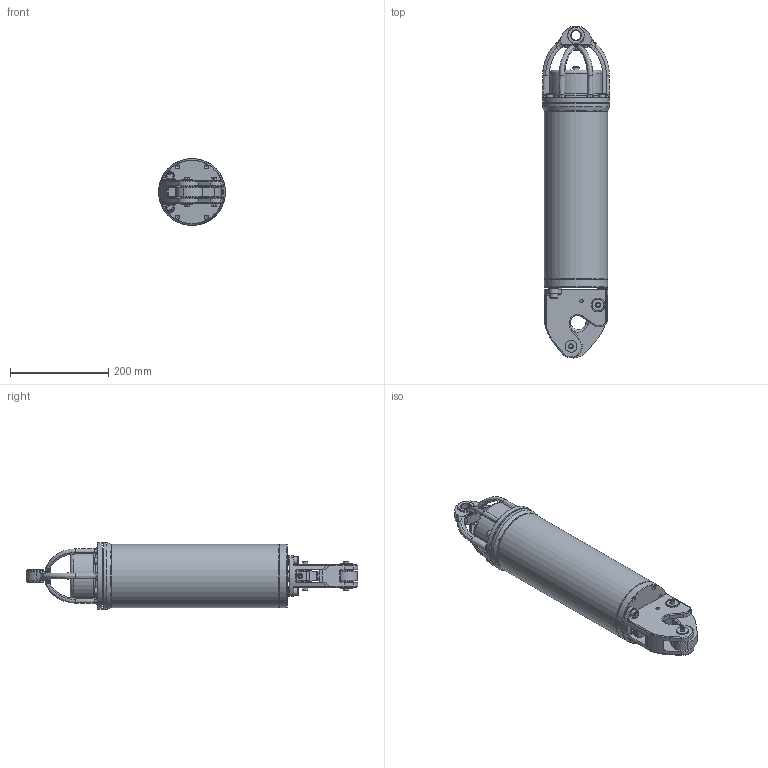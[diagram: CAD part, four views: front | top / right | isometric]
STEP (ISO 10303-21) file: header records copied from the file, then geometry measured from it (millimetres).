
FILE_DESCRIPTION (( 'STEP AP214' ), '1' );
FILE_NAME ('PAA01211-C.STEP', '2021-10-13T13:42:21', ( '' ), ( '' ), 'SwSTEP 2.0', 'SolidWorks 2018', '' );
FILE_SCHEMA (( 'AUTOMOTIVE_DESIGN' ));
Length unit declared in the file: millimetre
Products named in the file (2): PAA01211-C
Bounding box: 136 x 676 x 136 mm (x, y, z)
Volume: 6165154.8 mm3; surface area: 399512.7 mm2
Topology: 8 solids, 36 shells, 1160 faces, 2949 edges, 1883 vertices
Faces by surface type: plane 475, bspline 339, cylinder 226, cone 63, torus 57
Full cylindrical faces by diameter (mm): 4.8 x1, 4.9 x1, 5 x5, 5.5 x1, 6 x7, 6.2 x2, 6.4 x4, 6.8 x6, 7 x1, 7.3 x1, 8 x4, 8.5 x14, 10 x8, 10.2 x1, 10.5 x3, 11.5 x1, 12 x3, 13 x9, 14 x1, 14.8 x1, 14.9 x1, 16 x4, 17 x3, 17.9 x2, 18 x6, 20 x2, 21 x1, 23 x1, 23.7 x1, 24 x4
Entity records: 65392 total; most frequent: CARTESIAN_POINT 28439, ORIENTED_EDGE 5206, DIRECTION 4144, EDGE_CURVE 2603, VERTEX_POINT 1766, AXIS2_PLACEMENT_3D 1542, EDGE_LOOP 1489, FACE_OUTER_BOUND 1303
